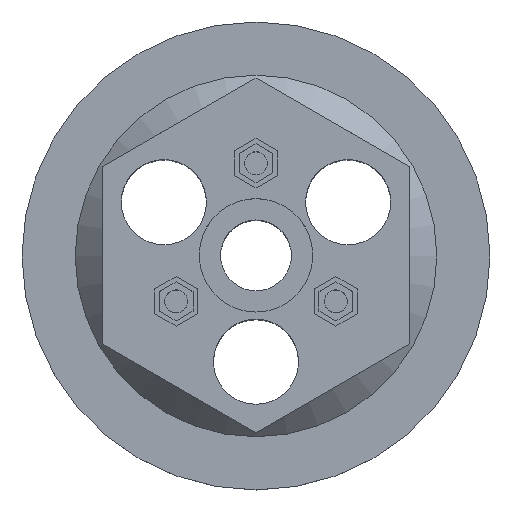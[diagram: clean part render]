
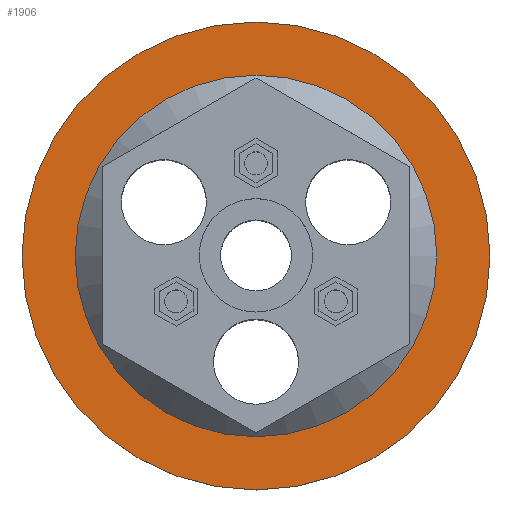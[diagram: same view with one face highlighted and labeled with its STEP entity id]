
A CAD part, top view. The second image highlights one B-rep face of the part: STEP entity #1906.
In plain terms, the highlighted planar face has unit normal (0, 0, 1).
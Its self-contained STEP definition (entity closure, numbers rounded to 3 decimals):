
#501 = VERTEX_POINT('',#502);
#502 = CARTESIAN_POINT('',(25.5,0.,-54.));
#508 = EDGE_CURVE('',#501,#501,#509,.T.);
#509 = CIRCLE('',#510,25.5);
#510 = AXIS2_PLACEMENT_3D('',#511,#512,#513);
#511 = CARTESIAN_POINT('',(0.,0.,-54.));
#512 = DIRECTION('',(0.,0.,-1.));
#513 = DIRECTION('',(1.,0.,0.));
#1906 = ADVANCED_FACE('',(#1907,#1910),#1921,.F.);
#1907 = FACE_BOUND('',#1908,.F.);
#1908 = EDGE_LOOP('',(#1909));
#1909 = ORIENTED_EDGE('',*,*,#508,.F.);
#1910 = FACE_BOUND('',#1911,.F.);
#1911 = EDGE_LOOP('',(#1912));
#1912 = ORIENTED_EDGE('',*,*,#1913,.T.);
#1913 = EDGE_CURVE('',#1914,#1914,#1916,.T.);
#1914 = VERTEX_POINT('',#1915);
#1915 = CARTESIAN_POINT('',(33.,0.,-54.));
#1916 = CIRCLE('',#1917,33.);
#1917 = AXIS2_PLACEMENT_3D('',#1918,#1919,#1920);
#1918 = CARTESIAN_POINT('',(0.,0.,-54.));
#1919 = DIRECTION('',(0.,0.,-1.));
#1920 = DIRECTION('',(1.,0.,0.));
#1921 = PLANE('',#1922);
#1922 = AXIS2_PLACEMENT_3D('',#1923,#1924,#1925);
#1923 = CARTESIAN_POINT('',(0.,0.,-54.
    ));
#1924 = DIRECTION('',(0.,0.,-1.));
#1925 = DIRECTION('',(1.,0.,0.));
